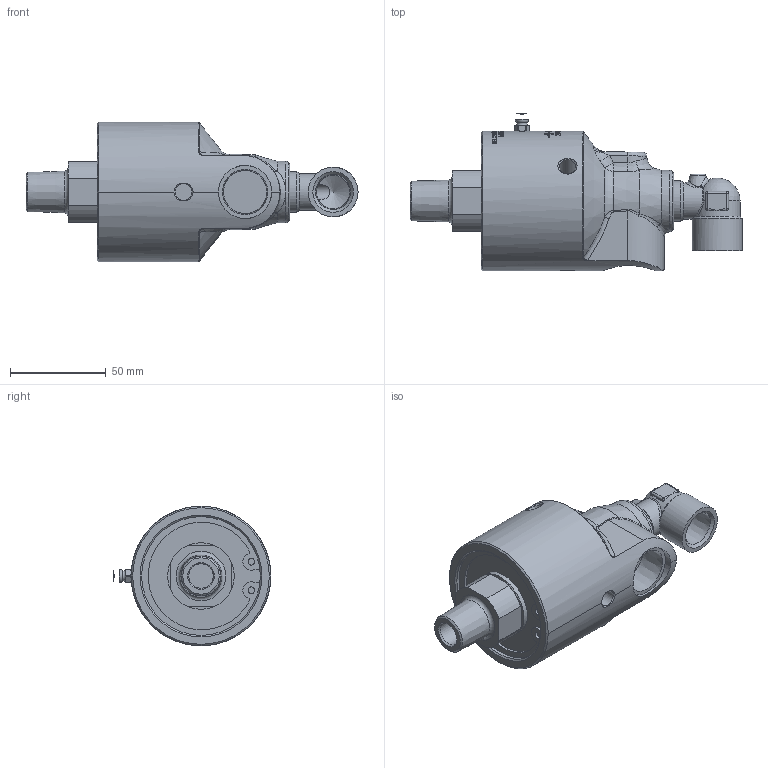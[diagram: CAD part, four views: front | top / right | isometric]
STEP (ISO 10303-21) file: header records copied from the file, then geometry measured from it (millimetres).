
FILE_DESCRIPTION(/* description */ (''),/* implementation_level */ '2;1');
FILE_NAME(/* name */ '257-000-018044-IC.stp',/* time_stamp */ '2020-11-05T16:41:09-06:00',/* author */ ('nreyna'),/* organization */ (''),/* preprocessor_version */ 'ST-DEVELOPER v18',/* originating_system */ 'Autodesk Inventor 2020',/* authorisation */ '');
FILE_SCHEMA (('AUTOMOTIVE_DESIGN { 1 0 10303 214 3 1 1 }'));
Products named in the file (1): 257-000-018044-IC
Bounding box: 173.52 x 82.41 x 73 mm (x, y, z)
Volume: 323132.6 mm3; surface area: 43882.7 mm2
Topology: 1 solids, 1 shells, 1120 faces, 3009 edges, 1981 vertices
Faces by surface type: bspline 580, plane 317, cylinder 145, cone 55, torus 12, sphere 11
Full cylindrical faces by diameter (mm): 2.005 x1, 3.5 x2, 7.95 x1, 8.6 x3, 12.7 x1, 17.475 x2, 17.5 x1, 19 x1, 22.631 x1, 26 x1, 27.8 x1, 34.8 x1, 62.05 x1
Entity records: 60621 total; most frequent: CARTESIAN_POINT 35905, ORIENTED_EDGE 5996, DIRECTION 3420, EDGE_CURVE 2998, VERTEX_POINT 1981, EDGE_LOOP 1223, B_SPLINE_CURVE_WITH_KNOTS 1200, AXIS2_PLACEMENT_3D 1145
